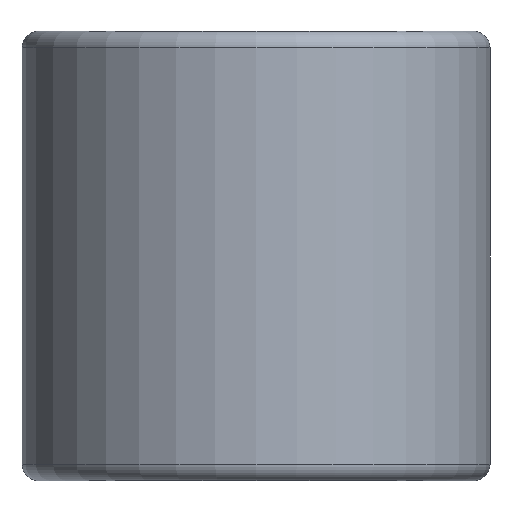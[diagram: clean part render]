
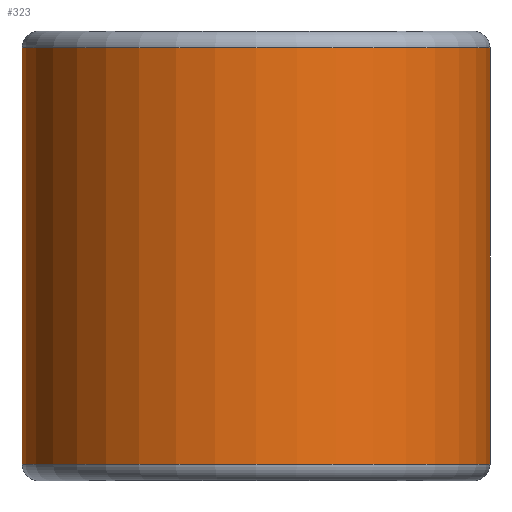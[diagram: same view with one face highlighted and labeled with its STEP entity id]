
A CAD part, front view. The second image highlights one B-rep face of the part: STEP entity #323.
In plain terms, the highlighted cylindrical face has radius 10.706 mm (diameter 21.412 mm), a partial arc.
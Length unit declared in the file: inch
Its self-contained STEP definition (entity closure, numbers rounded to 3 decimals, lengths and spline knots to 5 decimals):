
#53 = AXIS2_PLACEMENT_3D ( 'NONE', #2062, #771, #2258 ) ;
#71 = LINE ( 'NONE', #723, #2238 ) ;
#88 = FACE_OUTER_BOUND ( 'NONE', #135, .T. ) ;
#135 = EDGE_LOOP ( 'NONE', ( #2550, #588, #1485, #1315 ) ) ;
#222 = DIRECTION ( 'NONE',  ( 0., 0., 1. ) ) ;
#261 = EDGE_CURVE ( 'NONE', #1345, #562, #71, .T. ) ;
#323 = ADVANCED_FACE ( 'NONE', ( #88 ), #2012, .T. ) ;
#369 = AXIS2_PLACEMENT_3D ( 'NONE', #1731, #222, #1738 ) ;
#472 = CIRCLE ( 'NONE', #536, 0.4215 ) ;
#536 = AXIS2_PLACEMENT_3D ( 'NONE', #1951, #667, #2152 ) ;
#562 = VERTEX_POINT ( 'NONE', #2614 ) ;
#588 = ORIENTED_EDGE ( 'NONE', *, *, #261, .T. ) ;
#667 = DIRECTION ( 'NONE',  ( 0., 0., 1. ) ) ;
#723 = CARTESIAN_POINT ( 'NONE',  ( 0.765, -1.25, 0. ) ) ;
#771 = DIRECTION ( 'NONE',  ( 0., 0., 1. ) ) ;
#992 = VERTEX_POINT ( 'NONE', #2276 ) ;
#1038 = VECTOR ( 'NONE', #1911, 39.37008 ) ;
#1111 = LINE ( 'NONE', #1697, #1038 ) ;
#1137 = CARTESIAN_POINT ( 'NONE',  ( 0.765, -1.25, -0.375 ) ) ;
#1315 = ORIENTED_EDGE ( 'NONE', *, *, #2478, .T. ) ;
#1345 = VERTEX_POINT ( 'NONE', #1137 ) ;
#1441 = VERTEX_POINT ( 'NONE', #2047 ) ;
#1485 = ORIENTED_EDGE ( 'NONE', *, *, #1802, .F. ) ;
#1688 = CIRCLE ( 'NONE', #53, 0.4215 ) ;
#1697 = CARTESIAN_POINT ( 'NONE',  ( -0.078, -1.25, 0.375 ) ) ;
#1731 = CARTESIAN_POINT ( 'NONE',  ( 0.3435, -1.25, 0. ) ) ;
#1738 = DIRECTION ( 'NONE',  ( 1., 0., 0. ) ) ;
#1802 = EDGE_CURVE ( 'NONE', #992, #562, #472, .T. ) ;
#1911 = DIRECTION ( 'NONE',  ( 0., 0., -1. ) ) ;
#1951 = CARTESIAN_POINT ( 'NONE',  ( 0.3435, -1.25, 0.375 ) ) ;
#2012 = CYLINDRICAL_SURFACE ( 'NONE', #369, 0.4215 ) ;
#2047 = CARTESIAN_POINT ( 'NONE',  ( -0.078, -1.25, -0.375 ) ) ;
#2062 = CARTESIAN_POINT ( 'NONE',  ( 0.3435, -1.25, -0.375 ) ) ;
#2152 = DIRECTION ( 'NONE',  ( 1., 0., 0. ) ) ;
#2238 = VECTOR ( 'NONE', #2333, 39.37008 ) ;
#2258 = DIRECTION ( 'NONE',  ( 1., 0., 0. ) ) ;
#2276 = CARTESIAN_POINT ( 'NONE',  ( -0.078, -1.25, 0.375 ) ) ;
#2333 = DIRECTION ( 'NONE',  ( 0., 0., 1. ) ) ;
#2346 = EDGE_CURVE ( 'NONE', #1441, #1345, #1688, .T. ) ;
#2478 = EDGE_CURVE ( 'NONE', #992, #1441, #1111, .T. ) ;
#2550 = ORIENTED_EDGE ( 'NONE', *, *, #2346, .T. ) ;
#2614 = CARTESIAN_POINT ( 'NONE',  ( 0.765, -1.25, 0.375 ) ) ;
